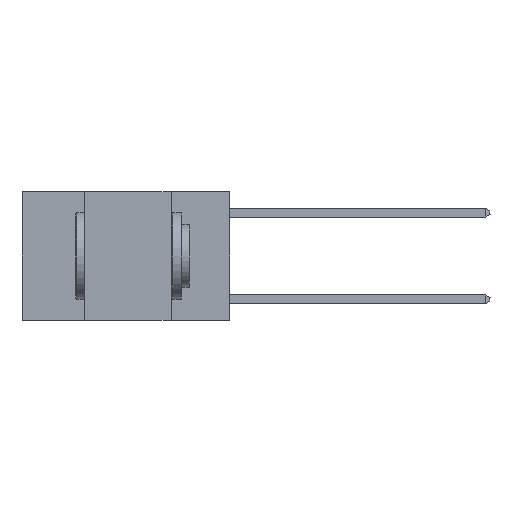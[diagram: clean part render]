
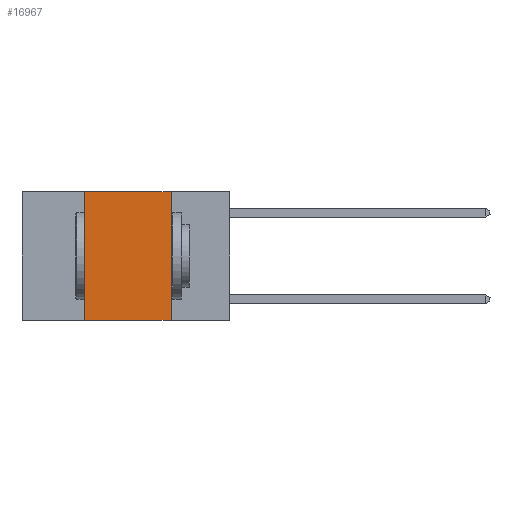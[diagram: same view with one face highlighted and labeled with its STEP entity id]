
A CAD part, left-side view. The second image highlights one B-rep face of the part: STEP entity #16967.
In plain terms, the highlighted planar face has unit normal (-1, 0, 0).
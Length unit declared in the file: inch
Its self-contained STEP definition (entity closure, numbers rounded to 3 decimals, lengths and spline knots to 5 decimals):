
#168 = VECTOR ( 'NONE', #14933, 39.37008 ) ;
#173 = ORIENTED_EDGE ( 'NONE', *, *, #8881, .F. ) ;
#224 = CARTESIAN_POINT ( 'NONE',  ( 0., 0.6, 0. ) ) ;
#1243 = VECTOR ( 'NONE', #14082, 39.37008 ) ;
#1453 = CARTESIAN_POINT ( 'NONE',  ( 0., 0.17, 0. ) ) ;
#1504 = EDGE_CURVE ( 'NONE', #13674, #9632, #3400, .T. ) ;
#1858 = DIRECTION ( 'NONE',  ( 0., 0., -1. ) ) ;
#1871 = LINE ( 'NONE', #7005, #168 ) ;
#2149 = AXIS2_PLACEMENT_3D ( 'NONE', #224, #4608, #1858 ) ;
#2567 = ORIENTED_EDGE ( 'NONE', *, *, #15276, .F. ) ;
#2880 = CARTESIAN_POINT ( 'NONE',  ( 0., 0.42, 0. ) ) ;
#3032 = CARTESIAN_POINT ( 'NONE',  ( 0., 0.6, 0. ) ) ;
#3400 = LINE ( 'NONE', #8751, #1243 ) ;
#4486 = EDGE_LOOP ( 'NONE', ( #173, #2567, #15256, #7566 ) ) ;
#4608 = DIRECTION ( 'NONE',  ( 1., 0., 0. ) ) ;
#5505 = VECTOR ( 'NONE', #13969, 39.37008 ) ;
#5674 = LINE ( 'NONE', #8712, #5505 ) ;
#5995 = CARTESIAN_POINT ( 'NONE',  ( 0., 0.42, -0.37 ) ) ;
#7005 = CARTESIAN_POINT ( 'NONE',  ( 0., 0.17, 0. ) ) ;
#7080 = PLANE ( 'NONE',  #2149 ) ;
#7167 = FACE_OUTER_BOUND ( 'NONE', #4486, .T. ) ;
#7566 = ORIENTED_EDGE ( 'NONE', *, *, #14486, .T. ) ;
#8712 = CARTESIAN_POINT ( 'NONE',  ( 0., 0.6, -0.37 ) ) ;
#8751 = CARTESIAN_POINT ( 'NONE',  ( 0., 0.42, 0. ) ) ;
#8881 = EDGE_CURVE ( 'NONE', #16849, #13536, #1871, .T. ) ;
#9632 = VERTEX_POINT ( 'NONE', #2880 ) ;
#11009 = DIRECTION ( 'NONE',  ( 0., -1., 0. ) ) ;
#13260 = CARTESIAN_POINT ( 'NONE',  ( 0., 0.17, -0.37 ) ) ;
#13536 = VERTEX_POINT ( 'NONE', #13260 ) ;
#13674 = VERTEX_POINT ( 'NONE', #5995 ) ;
#13969 = DIRECTION ( 'NONE',  ( 0., -1., 0. ) ) ;
#14082 = DIRECTION ( 'NONE',  ( 0., 0., 1. ) ) ;
#14486 = EDGE_CURVE ( 'NONE', #13674, #13536, #5674, .T. ) ;
#14933 = DIRECTION ( 'NONE',  ( 0., 0., -1. ) ) ;
#15256 = ORIENTED_EDGE ( 'NONE', *, *, #1504, .F. ) ;
#15276 = EDGE_CURVE ( 'NONE', #9632, #16849, #16231, .T. ) ;
#16231 = LINE ( 'NONE', #3032, #16907 ) ;
#16849 = VERTEX_POINT ( 'NONE', #1453 ) ;
#16907 = VECTOR ( 'NONE', #11009, 39.37008 ) ;
#16967 = ADVANCED_FACE ( 'NONE', ( #7167 ), #7080, .F. ) ;
